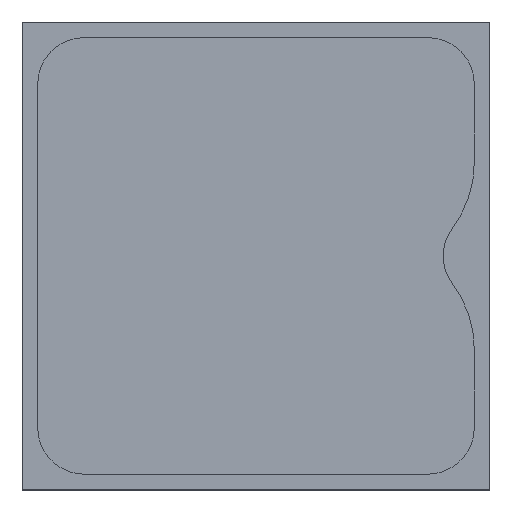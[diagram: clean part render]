
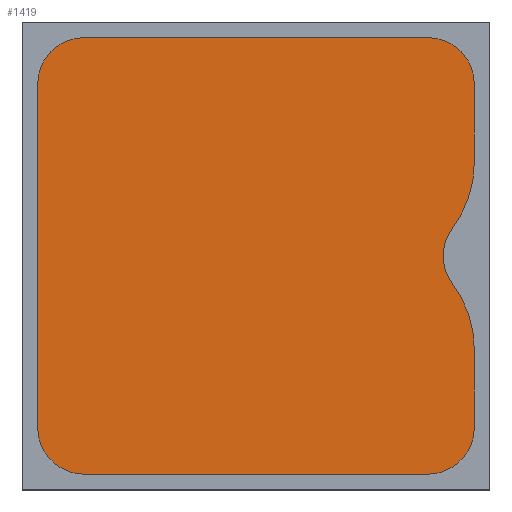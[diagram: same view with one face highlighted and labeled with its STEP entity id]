
A CAD part, top view. The second image highlights one B-rep face of the part: STEP entity #1419.
In plain terms, the highlighted planar face has unit normal (0, 0, 1).
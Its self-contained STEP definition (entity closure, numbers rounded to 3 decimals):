
#85=CIRCLE('',#1568,0.3);
#87=CIRCLE('',#1572,0.701);
#89=CIRCLE('',#1575,0.3);
#91=CIRCLE('',#1578,0.701);
#93=CIRCLE('',#1582,0.3);
#95=CIRCLE('',#1586,0.3);
#97=CIRCLE('',#1590,0.3);
#213=FACE_OUTER_BOUND('',#295,.T.);
#295=EDGE_LOOP('',(#1181,#1182,#1183,#1184,#1185,#1186,#1187,#1188,#1189,
#1190,#1191,#1192));
#393=LINE('',#2331,#521);
#397=LINE('',#2343,#525);
#403=LINE('',#2367,#531);
#407=LINE('',#2379,#535);
#411=LINE('',#2391,#539);
#521=VECTOR('',#1884,10.);
#525=VECTOR('',#1896,10.);
#531=VECTOR('',#1922,10.);
#535=VECTOR('',#1934,10.);
#539=VECTOR('',#1946,10.);
#651=VERTEX_POINT('',#2328);
#652=VERTEX_POINT('',#2330);
#654=VERTEX_POINT('',#2336);
#656=VERTEX_POINT('',#2342);
#658=VERTEX_POINT('',#2348);
#660=VERTEX_POINT('',#2354);
#662=VERTEX_POINT('',#2360);
#664=VERTEX_POINT('',#2366);
#666=VERTEX_POINT('',#2372);
#668=VERTEX_POINT('',#2378);
#670=VERTEX_POINT('',#2384);
#672=VERTEX_POINT('',#2390);
#823=EDGE_CURVE('',#652,#651,#393,.T.);
#826=EDGE_CURVE('',#654,#652,#85,.T.);
#829=EDGE_CURVE('',#656,#654,#397,.T.);
#832=EDGE_CURVE('',#658,#656,#87,.T.);
#835=EDGE_CURVE('',#660,#658,#89,.T.);
#838=EDGE_CURVE('',#662,#660,#91,.T.);
#841=EDGE_CURVE('',#664,#662,#403,.T.);
#844=EDGE_CURVE('',#666,#664,#93,.T.);
#847=EDGE_CURVE('',#668,#666,#407,.T.);
#850=EDGE_CURVE('',#670,#668,#95,.T.);
#853=EDGE_CURVE('',#672,#670,#411,.T.);
#856=EDGE_CURVE('',#651,#672,#97,.T.);
#1181=ORIENTED_EDGE('',*,*,#856,.T.);
#1182=ORIENTED_EDGE('',*,*,#853,.T.);
#1183=ORIENTED_EDGE('',*,*,#850,.T.);
#1184=ORIENTED_EDGE('',*,*,#847,.T.);
#1185=ORIENTED_EDGE('',*,*,#844,.T.);
#1186=ORIENTED_EDGE('',*,*,#841,.T.);
#1187=ORIENTED_EDGE('',*,*,#838,.T.);
#1188=ORIENTED_EDGE('',*,*,#835,.T.);
#1189=ORIENTED_EDGE('',*,*,#832,.T.);
#1190=ORIENTED_EDGE('',*,*,#829,.T.);
#1191=ORIENTED_EDGE('',*,*,#826,.T.);
#1192=ORIENTED_EDGE('',*,*,#823,.T.);
#1352=PLANE('',#1591);
#1419=ADVANCED_FACE('',(#213),#1352,.T.);
#1568=AXIS2_PLACEMENT_3D('',#2337,#1890,#1891);
#1572=AXIS2_PLACEMENT_3D('',#2349,#1902,#1903);
#1575=AXIS2_PLACEMENT_3D('',#2355,#1909,#1910);
#1578=AXIS2_PLACEMENT_3D('',#2361,#1916,#1917);
#1582=AXIS2_PLACEMENT_3D('',#2373,#1928,#1929);
#1586=AXIS2_PLACEMENT_3D('',#2385,#1940,#1941);
#1590=AXIS2_PLACEMENT_3D('',#2395,#1952,#1953);
#1591=AXIS2_PLACEMENT_3D('',#2396,#1954,#1955);
#1884=DIRECTION('',(-1.,0.,0.));
#1890=DIRECTION('center_axis',(0.,0.,1.));
#1891=DIRECTION('ref_axis',(1.,0.,0.));
#1896=DIRECTION('',(0.,1.,0.));
#1902=DIRECTION('center_axis',(0.,0.,1.));
#1903=DIRECTION('ref_axis',(0.792,-0.61,0.));
#1909=DIRECTION('center_axis',(0.,0.,-1.));
#1910=DIRECTION('ref_axis',(-0.819,0.574,0.));
#1916=DIRECTION('center_axis',(0.,0.,1.));
#1917=DIRECTION('ref_axis',(1.,0.,0.));
#1922=DIRECTION('',(0.,1.,0.));
#1928=DIRECTION('center_axis',(0.,0.,1.));
#1929=DIRECTION('ref_axis',(0.,-1.,0.));
#1934=DIRECTION('',(1.,0.,0.));
#1940=DIRECTION('center_axis',(0.,0.,1.));
#1941=DIRECTION('ref_axis',(-1.,0.,0.));
#1946=DIRECTION('',(0.,-1.,0.));
#1952=DIRECTION('center_axis',(0.,0.,1.));
#1953=DIRECTION('ref_axis',(0.,1.,0.));
#1954=DIRECTION('center_axis',(0.,0.,1.));
#1955=DIRECTION('ref_axis',(-1.,0.,0.));
#2328=CARTESIAN_POINT('',(-1.1,1.4,0.595));
#2330=CARTESIAN_POINT('',(1.1,1.4,0.595));
#2331=CARTESIAN_POINT('',(-1.1,1.4,0.595));
#2336=CARTESIAN_POINT('',(1.4,1.1,0.595));
#2337=CARTESIAN_POINT('Origin',(1.1,1.1,0.595));
#2342=CARTESIAN_POINT('',(1.4,0.6,0.595));
#2343=CARTESIAN_POINT('',(1.4,1.1,0.595));
#2348=CARTESIAN_POINT('',(1.254,0.172,0.595));
#2349=CARTESIAN_POINT('Origin',(0.699,0.6,0.595));
#2354=CARTESIAN_POINT('',(1.254,-0.172,0.595));
#2355=CARTESIAN_POINT('Origin',(1.5,0.,0.595));
#2360=CARTESIAN_POINT('',(1.4,-0.6,0.595));
#2361=CARTESIAN_POINT('Origin',(0.699,-0.6,0.595));
#2366=CARTESIAN_POINT('',(1.4,-1.1,0.595));
#2367=CARTESIAN_POINT('',(1.4,-1.1,0.595));
#2372=CARTESIAN_POINT('',(1.1,-1.4,0.595));
#2373=CARTESIAN_POINT('Origin',(1.1,-1.1,0.595));
#2378=CARTESIAN_POINT('',(-1.1,-1.4,0.595));
#2379=CARTESIAN_POINT('',(-1.1,-1.4,0.595));
#2384=CARTESIAN_POINT('',(-1.4,-1.1,0.595));
#2385=CARTESIAN_POINT('Origin',(-1.1,-1.1,0.595));
#2390=CARTESIAN_POINT('',(-1.4,1.1,0.595));
#2391=CARTESIAN_POINT('',(-1.4,1.1,0.595));
#2395=CARTESIAN_POINT('Origin',(-1.1,1.1,0.595));
#2396=CARTESIAN_POINT('Origin',(0.,0.,0.595));
